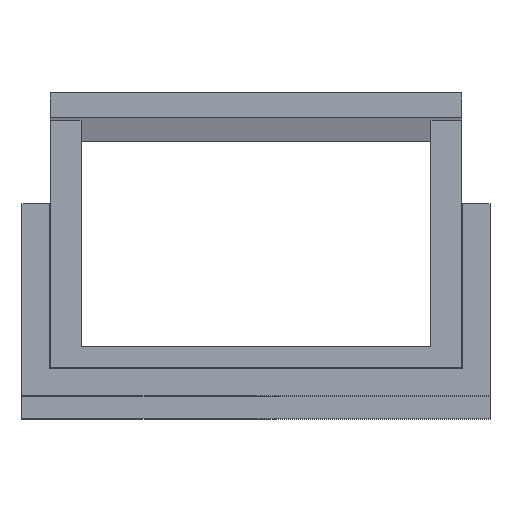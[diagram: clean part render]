
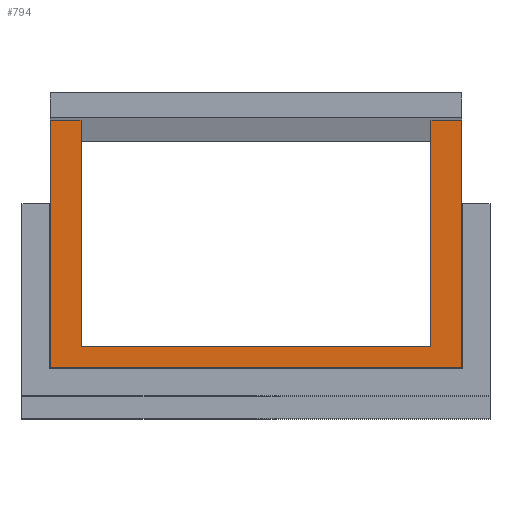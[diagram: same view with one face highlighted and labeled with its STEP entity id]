
A CAD part, top view. The second image highlights one B-rep face of the part: STEP entity #794.
In plain terms, the highlighted planar face has unit normal (0, 0, 1).
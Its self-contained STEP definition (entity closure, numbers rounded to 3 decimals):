
#57=PLANE('',#862);
#96=FACE_OUTER_BOUND('',#144,.T.);
#144=EDGE_LOOP('',(#673,#674,#675,#676,#677,#678,#679,#680));
#206=LINE('',#1206,#296);
#210=LINE('',#1213,#300);
#213=LINE('',#1219,#303);
#215=LINE('',#1224,#305);
#218=LINE('',#1230,#308);
#221=LINE('',#1236,#311);
#224=LINE('',#1242,#314);
#227=LINE('',#1246,#317);
#296=VECTOR('',#987,10.);
#300=VECTOR('',#993,10.);
#303=VECTOR('',#998,10.);
#305=VECTOR('',#1002,10.);
#308=VECTOR('',#1007,10.);
#311=VECTOR('',#1012,10.);
#314=VECTOR('',#1017,10.);
#317=VECTOR('',#1022,10.);
#398=VERTEX_POINT('',#1203);
#399=VERTEX_POINT('',#1205);
#401=VERTEX_POINT('',#1211);
#403=VERTEX_POINT('',#1217);
#405=VERTEX_POINT('',#1223);
#407=VERTEX_POINT('',#1229);
#409=VERTEX_POINT('',#1235);
#411=VERTEX_POINT('',#1241);
#487=EDGE_CURVE('',#398,#399,#206,.T.);
#491=EDGE_CURVE('',#401,#398,#210,.T.);
#494=EDGE_CURVE('',#403,#401,#213,.T.);
#496=EDGE_CURVE('',#405,#399,#215,.T.);
#499=EDGE_CURVE('',#407,#405,#218,.T.);
#502=EDGE_CURVE('',#409,#407,#221,.T.);
#505=EDGE_CURVE('',#411,#409,#224,.T.);
#508=EDGE_CURVE('',#411,#403,#227,.T.);
#673=ORIENTED_EDGE('',*,*,#508,.F.);
#674=ORIENTED_EDGE('',*,*,#505,.T.);
#675=ORIENTED_EDGE('',*,*,#502,.T.);
#676=ORIENTED_EDGE('',*,*,#499,.T.);
#677=ORIENTED_EDGE('',*,*,#496,.T.);
#678=ORIENTED_EDGE('',*,*,#487,.F.);
#679=ORIENTED_EDGE('',*,*,#491,.F.);
#680=ORIENTED_EDGE('',*,*,#494,.F.);
#794=ADVANCED_FACE('',(#96),#57,.T.);
#862=AXIS2_PLACEMENT_3D('',#1247,#1023,#1024);
#987=DIRECTION('',(0.,-1.,0.));
#993=DIRECTION('',(1.,0.,0.));
#998=DIRECTION('',(0.,1.,0.));
#1002=DIRECTION('',(1.,0.,0.));
#1007=DIRECTION('',(0.,-1.,0.));
#1012=DIRECTION('',(-1.,0.,0.));
#1017=DIRECTION('',(0.,1.,0.));
#1022=DIRECTION('',(1.,0.,0.));
#1023=DIRECTION('center_axis',(0.,0.,1.));
#1024=DIRECTION('ref_axis',(1.,0.,0.));
#1203=CARTESIAN_POINT('',(15.,18.,1000.));
#1205=CARTESIAN_POINT('',(15.,0.,1000.));
#1206=CARTESIAN_POINT('',(15.,18.,1000.));
#1211=CARTESIAN_POINT('',(12.75,18.,1000.));
#1213=CARTESIAN_POINT('',(12.75,18.,1000.));
#1217=CARTESIAN_POINT('',(12.75,1.5,1000.));
#1219=CARTESIAN_POINT('',(12.75,1.5,1000.));
#1223=CARTESIAN_POINT('',(-15.,0.,1000.));
#1224=CARTESIAN_POINT('',(-15.,0.,1000.));
#1229=CARTESIAN_POINT('',(-15.,18.,1000.));
#1230=CARTESIAN_POINT('',(-15.,18.,1000.));
#1235=CARTESIAN_POINT('',(-12.75,18.,1000.));
#1236=CARTESIAN_POINT('',(-12.75,18.,1000.));
#1241=CARTESIAN_POINT('',(-12.75,1.5,1000.));
#1242=CARTESIAN_POINT('',(-12.75,1.5,1000.));
#1246=CARTESIAN_POINT('',(0.,1.5,1000.));
#1247=CARTESIAN_POINT('Origin',(-7.5,9.,1000.));
